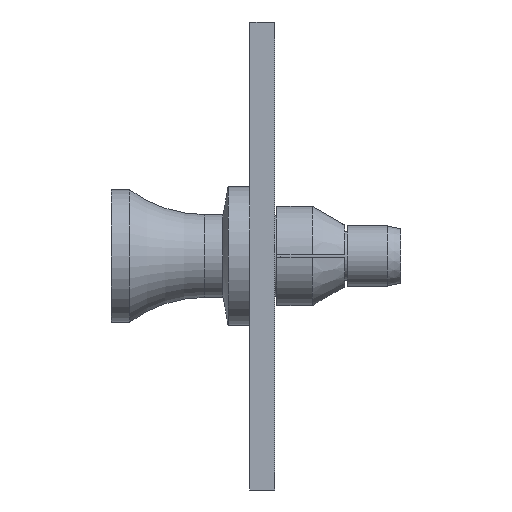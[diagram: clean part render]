
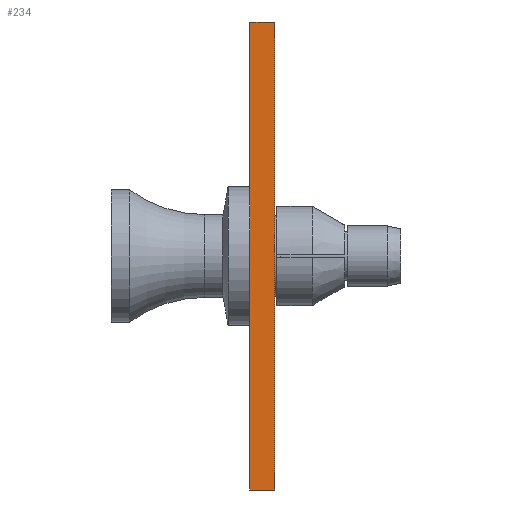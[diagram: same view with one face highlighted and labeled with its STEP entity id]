
A CAD part, left-side view. The second image highlights one B-rep face of the part: STEP entity #234.
In plain terms, the highlighted planar face has unit normal (-1, 0, 0).
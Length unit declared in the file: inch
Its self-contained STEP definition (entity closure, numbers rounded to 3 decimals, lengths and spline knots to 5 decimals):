
#73 = VERTEX_POINT ( 'NONE', #2684 ) ;
#187 = CARTESIAN_POINT ( 'NONE',  ( -2.55, 0., 0.565 ) ) ;
#234 = ADVANCED_FACE ( 'Face16', ( #2126 ), #894, .F. ) ;
#238 = LINE ( 'NONE', #1157, #961 ) ;
#412 = VERTEX_POINT ( 'NONE', #685 ) ;
#652 = ORIENTED_EDGE ( 'NONE', *, *, #1513, .F. ) ;
#685 = CARTESIAN_POINT ( 'NONE',  ( -2.55, 0.06, -0.565 ) ) ;
#697 = VECTOR ( 'NONE', #1365, 39.37008 ) ;
#800 = CARTESIAN_POINT ( 'NONE',  ( -2.55, 0., -0.565 ) ) ;
#869 = LINE ( 'NONE', #2039, #1518 ) ;
#894 = PLANE ( 'NONE',  #2809 ) ;
#901 = DIRECTION ( 'NONE',  ( 0., 0., 1. ) ) ;
#961 = VECTOR ( 'NONE', #901, 39.37008 ) ;
#1155 = EDGE_LOOP ( 'NONE', ( #2772, #1941, #652, #1305 ) ) ;
#1157 = CARTESIAN_POINT ( 'NONE',  ( -2.55, 0.06, -0.565 ) ) ;
#1305 = ORIENTED_EDGE ( 'NONE', *, *, #2909, .T. ) ;
#1365 = DIRECTION ( 'NONE',  ( 0., -1., 0. ) ) ;
#1493 = EDGE_CURVE ( 'NONE', #73, #2129, #2621, .T. ) ;
#1513 = EDGE_CURVE ( 'NONE', #412, #73, #238, .T. ) ;
#1518 = VECTOR ( 'NONE', #1785, 39.37008 ) ;
#1747 = EDGE_CURVE ( 'Edge10', #2633, #2129, #2617, .T. ) ;
#1785 = DIRECTION ( 'NONE',  ( 0., -1., 0. ) ) ;
#1790 = DIRECTION ( 'NONE',  ( 0., 0., -1. ) ) ;
#1941 = ORIENTED_EDGE ( 'NONE', *, *, #1493, .F. ) ;
#2002 = VECTOR ( 'NONE', #2388, 39.37008 ) ;
#2039 = CARTESIAN_POINT ( 'NONE',  ( -2.55, 0.06, -0.565 ) ) ;
#2126 = FACE_OUTER_BOUND ( 'NONE', #1155, .T. ) ;
#2129 = VERTEX_POINT ( 'NONE', #187 ) ;
#2283 = DIRECTION ( 'NONE',  ( 1., 0., 0. ) ) ;
#2293 = CARTESIAN_POINT ( 'NONE',  ( -2.55, 0.06, -0.565 ) ) ;
#2307 = CARTESIAN_POINT ( 'NONE',  ( -2.55, 0., -0.565 ) ) ;
#2309 = CARTESIAN_POINT ( 'NONE',  ( -2.55, 0.06, 0.565 ) ) ;
#2388 = DIRECTION ( 'NONE',  ( 0., 0., 1. ) ) ;
#2617 = LINE ( 'NONE', #800, #2002 ) ;
#2621 = LINE ( 'NONE', #2309, #697 ) ;
#2633 = VERTEX_POINT ( 'NONE', #2307 ) ;
#2684 = CARTESIAN_POINT ( 'NONE',  ( -2.55, 0.06, 0.565 ) ) ;
#2772 = ORIENTED_EDGE ( 'NONE', *, *, #1747, .T. ) ;
#2809 = AXIS2_PLACEMENT_3D ( 'NONE', #2293, #2283, #1790 ) ;
#2909 = EDGE_CURVE ( 'NONE', #412, #2633, #869, .T. ) ;
